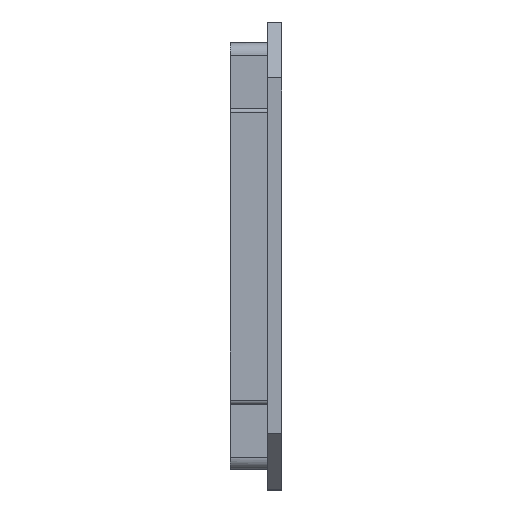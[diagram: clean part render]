
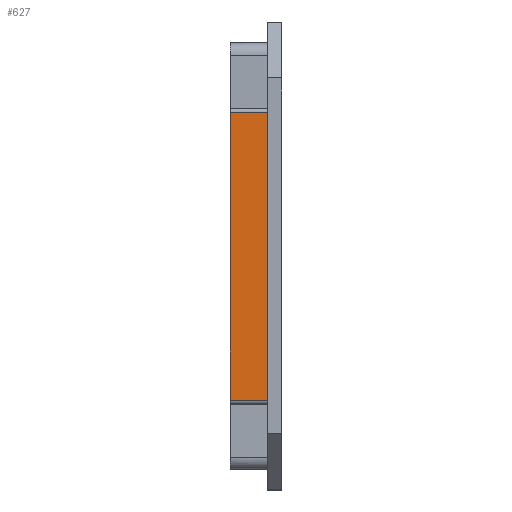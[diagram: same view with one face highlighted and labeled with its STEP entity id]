
A CAD part, top view. The second image highlights one B-rep face of the part: STEP entity #627.
In plain terms, the highlighted planar face has unit normal (0, 0, 1).
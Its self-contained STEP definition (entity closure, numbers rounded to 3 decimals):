
#607=AXIS2_PLACEMENT_3D('Plane Axis2P3D',#604,#605,#606) ;
#330=CARTESIAN_POINT('Vertex',(4.,40.4,6.223)) ;
#333=CARTESIAN_POINT('Line Origine',(4.,25.,6.223)) ;
#337=CARTESIAN_POINT('Vertex',(4.,9.6,6.223)) ;
#588=CARTESIAN_POINT('Vertex',(0.,40.4,6.223)) ;
#591=CARTESIAN_POINT('Line Origine',(2.,40.4,6.223)) ;
#604=CARTESIAN_POINT('Axis2P3D Location',(4.,9.6,6.223)) ;
#609=CARTESIAN_POINT('Line Origine',(0.,25.,6.223)) ;
#613=CARTESIAN_POINT('Vertex',(0.,9.6,6.223)) ;
#616=CARTESIAN_POINT('Line Origine',(2.,9.6,6.223)) ;
#334=DIRECTION('Vector Direction',(0.,1.,0.)) ;
#592=DIRECTION('Vector Direction',(1.,0.,0.)) ;
#605=DIRECTION('Axis2P3D Direction',(0.,0.,1.)) ;
#606=DIRECTION('Axis2P3D XDirection',(1.,0.,0.)) ;
#610=DIRECTION('Vector Direction',(0.,-1.,0.)) ;
#617=DIRECTION('Vector Direction',(1.,0.,0.)) ;
#335=VECTOR('Line Direction',#334,1.) ;
#593=VECTOR('Line Direction',#592,1.) ;
#611=VECTOR('Line Direction',#610,1.) ;
#618=VECTOR('Line Direction',#617,1.) ;
#622=ORIENTED_EDGE('',*,*,#339,.T.) ;
#623=ORIENTED_EDGE('',*,*,#595,.T.) ;
#624=ORIENTED_EDGE('',*,*,#615,.T.) ;
#625=ORIENTED_EDGE('',*,*,#620,.T.) ;
#627=ADVANCED_FACE('Koerper.2',(#626),#608,.T.) ;
#339=EDGE_CURVE('',#338,#331,#336,.T.) ;
#595=EDGE_CURVE('',#331,#589,#594,.F.) ;
#615=EDGE_CURVE('',#589,#614,#612,.T.) ;
#620=EDGE_CURVE('',#614,#338,#619,.T.) ;
#621=EDGE_LOOP('',(#622,#623,#624,#625)) ;
#626=FACE_OUTER_BOUND('',#621,.T.) ;
#336=LINE('Line',#333,#335) ;
#594=LINE('Line',#591,#593) ;
#612=LINE('Line',#609,#611) ;
#619=LINE('Line',#616,#618) ;
#608=PLANE('',#607) ;
#331=VERTEX_POINT('',#330) ;
#338=VERTEX_POINT('',#337) ;
#589=VERTEX_POINT('',#588) ;
#614=VERTEX_POINT('',#613) ;
